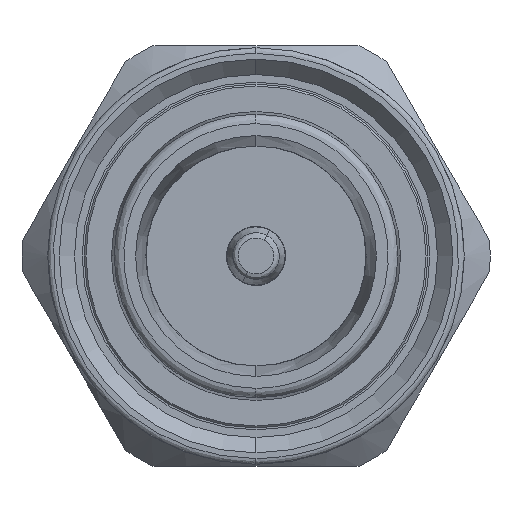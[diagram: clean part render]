
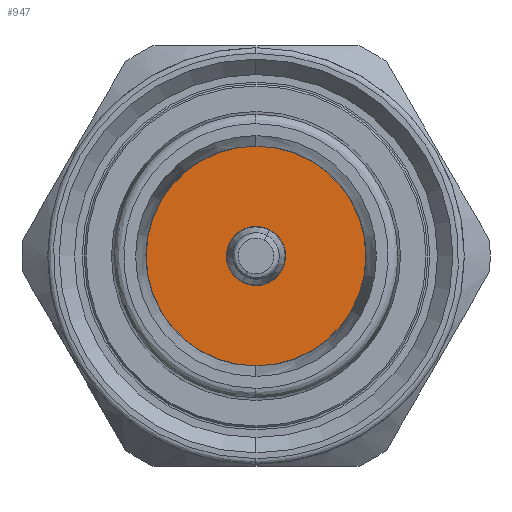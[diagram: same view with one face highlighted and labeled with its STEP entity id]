
A CAD part, left-side view. The second image highlights one B-rep face of the part: STEP entity #947.
In plain terms, the highlighted planar face has unit normal (-1, 0, 0).
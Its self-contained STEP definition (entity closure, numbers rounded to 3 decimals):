
#223 = EDGE_CURVE ( 'NONE', #1640, #2707, #2543, .T. ) ;
#490 = ORIENTED_EDGE ( 'NONE', *, *, #4551, .T. ) ;
#544 = AXIS2_PLACEMENT_3D ( 'NONE', #3183, #7073, #3739 ) ;
#559 = AXIS2_PLACEMENT_3D ( 'NONE', #566, #3799, #4475 ) ;
#566 = CARTESIAN_POINT ( 'NONE',  ( 5.6, 0., 0. ) ) ;
#580 = DIRECTION ( 'NONE',  ( -1., 0., 0. ) ) ;
#947 = ADVANCED_FACE ( 'NONE', ( #5556, #2617 ), #5381, .F. ) ;
#1102 = CIRCLE ( 'NONE', #544, 1.55 ) ;
#1175 = CIRCLE ( 'NONE', #4236, 5.75 ) ;
#1329 = CARTESIAN_POINT ( 'NONE',  ( 5.6, 0., -5.75 ) ) ;
#1640 = VERTEX_POINT ( 'NONE', #4757 ) ;
#1931 = EDGE_CURVE ( 'NONE', #2707, #1640, #1102, .T. ) ;
#2105 = CARTESIAN_POINT ( 'NONE',  ( 5.6, 0., 0. ) ) ;
#2398 = CARTESIAN_POINT ( 'NONE',  ( 5.6, -0.712, 1.377 ) ) ;
#2543 = CIRCLE ( 'NONE', #559, 1.55 ) ;
#2581 = CIRCLE ( 'NONE', #3353, 5.75 ) ;
#2617 = FACE_BOUND ( 'NONE', #5023, .T. ) ;
#2618 = DIRECTION ( 'NONE',  ( 0., 0., 1. ) ) ;
#2629 = DIRECTION ( 'NONE',  ( 0., 0., -1. ) ) ;
#2707 = VERTEX_POINT ( 'NONE', #2398 ) ;
#2759 = EDGE_LOOP ( 'NONE', ( #5782, #490 ) ) ;
#2812 = VERTEX_POINT ( 'NONE', #4460 ) ;
#2886 = AXIS2_PLACEMENT_3D ( 'NONE', #3693, #5948, #2629 ) ;
#3183 = CARTESIAN_POINT ( 'NONE',  ( 5.6, 0., 0. ) ) ;
#3353 = AXIS2_PLACEMENT_3D ( 'NONE', #2105, #5937, #2618 ) ;
#3693 = CARTESIAN_POINT ( 'NONE',  ( 5.6, 5.75, 0. ) ) ;
#3739 = DIRECTION ( 'NONE',  ( 0., 0., 1. ) ) ;
#3799 = DIRECTION ( 'NONE',  ( 1., 0., 0. ) ) ;
#3820 = CARTESIAN_POINT ( 'NONE',  ( 5.6, 0., 0. ) ) ;
#4071 = VERTEX_POINT ( 'NONE', #1329 ) ;
#4236 = AXIS2_PLACEMENT_3D ( 'NONE', #3820, #580, #4375 ) ;
#4375 = DIRECTION ( 'NONE',  ( 0., 0., 1. ) ) ;
#4460 = CARTESIAN_POINT ( 'NONE',  ( 5.6, 0., 5.75 ) ) ;
#4475 = DIRECTION ( 'NONE',  ( 0., 0., 1. ) ) ;
#4551 = EDGE_CURVE ( 'NONE', #4071, #2812, #2581, .T. ) ;
#4603 = ORIENTED_EDGE ( 'NONE', *, *, #223, .T. ) ;
#4757 = CARTESIAN_POINT ( 'NONE',  ( 5.6, 0.712, -1.377 ) ) ;
#5023 = EDGE_LOOP ( 'NONE', ( #4603, #5386 ) ) ;
#5381 = PLANE ( 'NONE',  #2886 ) ;
#5386 = ORIENTED_EDGE ( 'NONE', *, *, #1931, .T. ) ;
#5556 = FACE_OUTER_BOUND ( 'NONE', #2759, .T. ) ;
#5782 = ORIENTED_EDGE ( 'NONE', *, *, #6624, .T. ) ;
#5937 = DIRECTION ( 'NONE',  ( -1., 0., 0. ) ) ;
#5948 = DIRECTION ( 'NONE',  ( 1., 0., 0. ) ) ;
#6624 = EDGE_CURVE ( 'NONE', #2812, #4071, #1175, .T. ) ;
#7073 = DIRECTION ( 'NONE',  ( 1., 0., 0. ) ) ;
